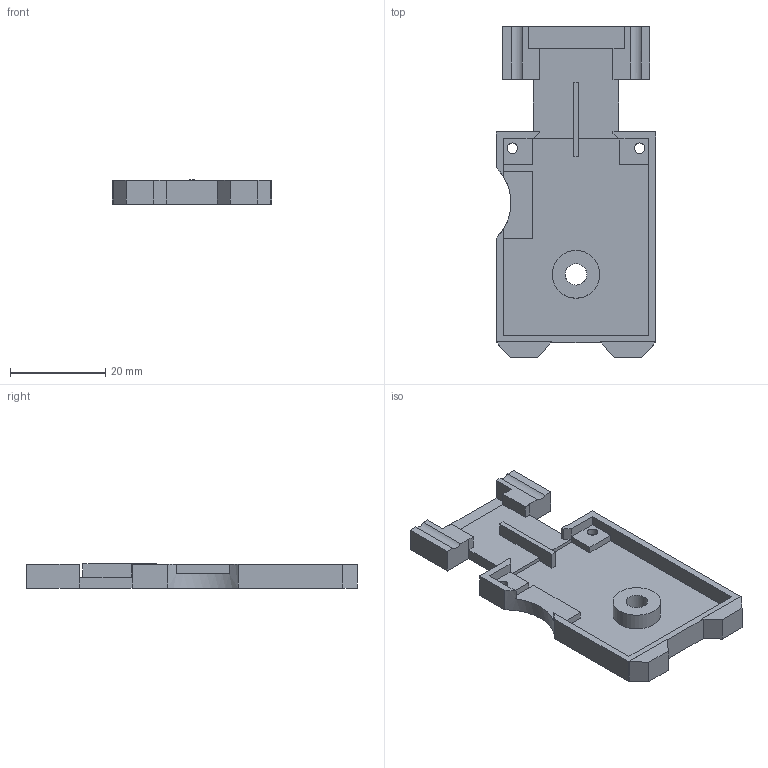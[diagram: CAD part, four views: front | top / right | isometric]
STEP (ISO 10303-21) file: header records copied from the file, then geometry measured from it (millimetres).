
FILE_DESCRIPTION(/* description */ (''),/* implementation_level */ '2;1');
FILE_NAME(/* name */ 'FujiNet RS232-Rev1b Case Bottom.step',/* time_stamp */ '2025-10-01T08:24:14-07:00',/* author */ (''),/* organization */ (''),/* preprocessor_version */ 'ST-DEVELOPER v20.1',/* originating_system */ 'Autodesk Translation Framework v14.17.0.0',/* authorisation */ '');
FILE_SCHEMA (('AUTOMOTIVE_DESIGN { 1 0 10303 214 3 1 1 }'));
Length unit declared in the file: millimetre
Products named in the file (1): FujiNet RS232 Rev1b Bottom
Bounding box: 33.5 x 69.4 x 5.1 mm (x, y, z)
Volume: 4896.4 mm3; surface area: 5935.1 mm2
Topology: 1 solids, 1 shells, 83 faces, 233 edges, 154 vertices
Faces by surface type: plane 73, cylinder 5, cone 2, bspline 2, sphere 1
Full cylindrical faces by diameter (mm): 2.209 x2, 4.517 x1, 10 x1
Entity records: 2749 total; most frequent: CARTESIAN_POINT 547, ORIENTED_EDGE 466, DIRECTION 413, EDGE_CURVE 233, LINE 213, VECTOR 213, VERTEX_POINT 154, AXIS2_PLACEMENT_3D 100
